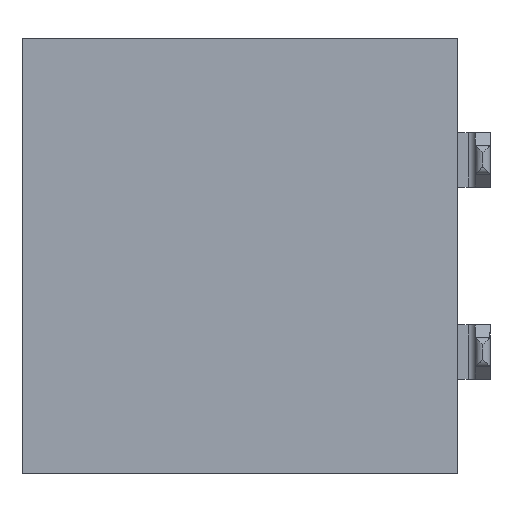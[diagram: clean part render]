
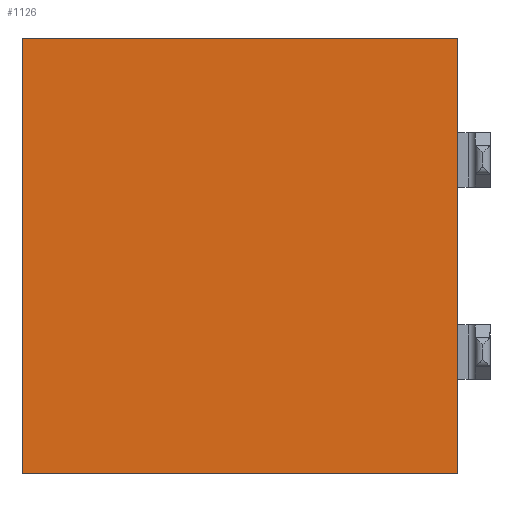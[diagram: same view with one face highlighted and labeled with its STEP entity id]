
A CAD part, front view. The second image highlights one B-rep face of the part: STEP entity #1126.
In plain terms, the highlighted planar face has unit normal (0, -1, 0).
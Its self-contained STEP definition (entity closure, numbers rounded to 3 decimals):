
#136 = DIRECTION ( 'NONE',  ( 0., 0., -1. ) ) ;
#148 = CARTESIAN_POINT ( 'NONE',  ( -6., -3.25, 6. ) ) ;
#340 = CARTESIAN_POINT ( 'NONE',  ( -6., -3.25, -6. ) ) ;
#456 = CARTESIAN_POINT ( 'NONE',  ( 6., -3.25, -6. ) ) ;
#460 = CARTESIAN_POINT ( 'NONE',  ( 6., -3.25, 6. ) ) ;
#560 = PLANE ( 'NONE',  #2180 ) ;
#600 = CARTESIAN_POINT ( 'NONE',  ( 0., -3.25, 0. ) ) ;
#628 = VERTEX_POINT ( 'NONE', #460 ) ;
#688 = VECTOR ( 'NONE', #1308, 1000. ) ;
#815 = EDGE_CURVE ( 'NONE', #628, #1596, #2311, .T. ) ;
#872 = VECTOR ( 'NONE', #2073, 1000. ) ;
#875 = CARTESIAN_POINT ( 'NONE',  ( 6., -3.25, -6. ) ) ;
#954 = ORIENTED_EDGE ( 'NONE', *, *, #1362, .T. ) ;
#1126 = ADVANCED_FACE ( 'NONE', ( #2101 ), #560, .T. ) ;
#1211 = VECTOR ( 'NONE', #136, 1000. ) ;
#1289 = ORIENTED_EDGE ( 'NONE', *, *, #2461, .T. ) ;
#1308 = DIRECTION ( 'NONE',  ( 0., 0., 1. ) ) ;
#1344 = CARTESIAN_POINT ( 'NONE',  ( -6., -3.25, -6. ) ) ;
#1362 = EDGE_CURVE ( 'NONE', #1596, #2541, #1622, .T. ) ;
#1390 = DIRECTION ( 'NONE',  ( 0., -1., 0. ) ) ;
#1398 = VECTOR ( 'NONE', #2620, 1000. ) ;
#1408 = CARTESIAN_POINT ( 'NONE',  ( 6., -3.25, 6. ) ) ;
#1431 = DIRECTION ( 'NONE',  ( 0., 0., -1. ) ) ;
#1513 = ORIENTED_EDGE ( 'NONE', *, *, #815, .T. ) ;
#1536 = CARTESIAN_POINT ( 'NONE',  ( -6., -3.25, 6. ) ) ;
#1585 = ORIENTED_EDGE ( 'NONE', *, *, #2127, .T. ) ;
#1596 = VERTEX_POINT ( 'NONE', #1536 ) ;
#1622 = LINE ( 'NONE', #148, #1211 ) ;
#1825 = EDGE_LOOP ( 'NONE', ( #1289, #1585, #1513, #954 ) ) ;
#1982 = LINE ( 'NONE', #1344, #1398 ) ;
#2073 = DIRECTION ( 'NONE',  ( -1., 0., 0. ) ) ;
#2101 = FACE_OUTER_BOUND ( 'NONE', #1825, .T. ) ;
#2127 = EDGE_CURVE ( 'NONE', #2378, #628, #2388, .T. ) ;
#2180 = AXIS2_PLACEMENT_3D ( 'NONE', #600, #1390, #1431 ) ;
#2311 = LINE ( 'NONE', #1408, #872 ) ;
#2378 = VERTEX_POINT ( 'NONE', #875 ) ;
#2388 = LINE ( 'NONE', #456, #688 ) ;
#2461 = EDGE_CURVE ( 'NONE', #2541, #2378, #1982, .T. ) ;
#2541 = VERTEX_POINT ( 'NONE', #340 ) ;
#2620 = DIRECTION ( 'NONE',  ( 1., 0., 0. ) ) ;
